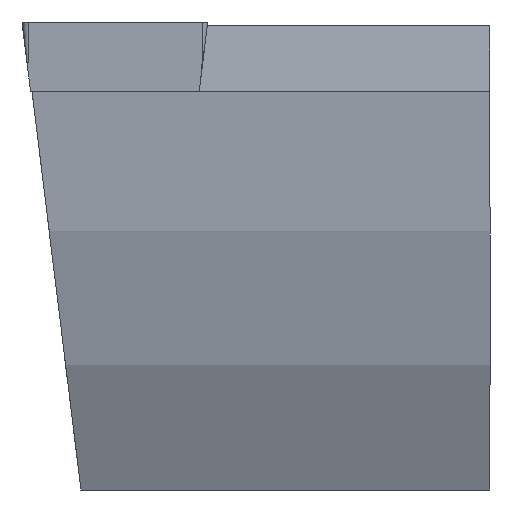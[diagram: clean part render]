
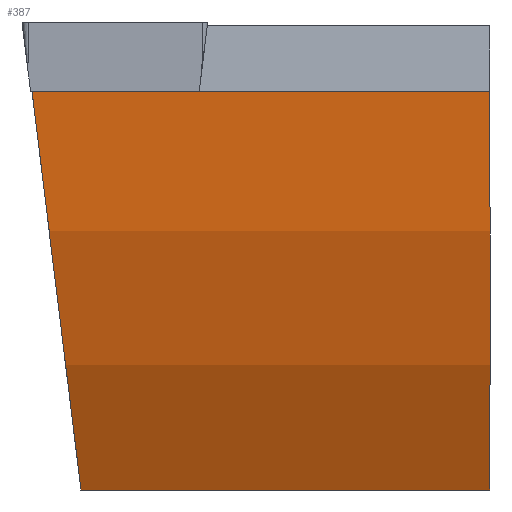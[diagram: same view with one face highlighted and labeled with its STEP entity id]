
A CAD part, front view. The second image highlights one B-rep face of the part: STEP entity #387.
In plain terms, the highlighted cylindrical face has radius 60 mm (diameter 120 mm), a partial arc.
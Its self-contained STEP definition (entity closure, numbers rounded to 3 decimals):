
#387=ADVANCED_FACE('',(#417),#403,.T.);
#403=CYLINDRICAL_SURFACE('',#913,60.);
#417=FACE_OUTER_BOUND('',#458,.T.);
#458=EDGE_LOOP('',(#684,#685,#686,#687,#688));
#479=LINE('',#1122,#536);
#502=LINE('',#1193,#559);
#503=LINE('',#1195,#560);
#536=VECTOR('',#951,1.);
#559=VECTOR('',#1022,1.);
#560=VECTOR('',#1025,1.);
#585=ELLIPSE('',#889,60.926,60.);
#586=ELLIPSE('',#907,61.383,60.);
#684=ORIENTED_EDGE('',*,*,#812,.T.);
#685=ORIENTED_EDGE('',*,*,#835,.F.);
#686=ORIENTED_EDGE('',*,*,#836,.T.);
#687=ORIENTED_EDGE('',*,*,#831,.T.);
#688=ORIENTED_EDGE('',*,*,#802,.T.);
#748=VERTEX_POINT('',#1123);
#749=VERTEX_POINT('',#1124);
#755=VERTEX_POINT('',#1142);
#769=VERTEX_POINT('',#1186);
#771=VERTEX_POINT('',#1192);
#802=EDGE_CURVE('',#748,#749,#479,.T.);
#812=EDGE_CURVE('',#749,#755,#585,.T.);
#831=EDGE_CURVE('',#769,#748,#586,.T.);
#835=EDGE_CURVE('',#771,#755,#502,.T.);
#836=EDGE_CURVE('',#771,#769,#503,.T.);
#889=AXIS2_PLACEMENT_3D('',#1141,#967,#968);
#907=AXIS2_PLACEMENT_3D('',#1185,#1015,#1016);
#913=AXIS2_PLACEMENT_3D('',#1203,#1035,#1036);
#951=DIRECTION('',(0.985,0.174,0.));
#967=DIRECTION('',(-1.,0.,0.));
#968=DIRECTION('',(0.,-1.,0.));
#1015=DIRECTION('',(0.993,0.,0.122));
#1016=DIRECTION('',(-0.069,-0.823,0.564));
#1022=DIRECTION('',(0.985,0.174,0.));
#1025=DIRECTION('',(-0.985,-0.174,0.));
#1035=DIRECTION('',(-0.985,-0.174,0.));
#1036=DIRECTION('',(0.174,-0.985,0.));
#1122=CARTESIAN_POINT('',(52.225,19.1,-32.));
#1123=CARTESIAN_POINT('',(4.03,10.602,-32.));
#1124=CARTESIAN_POINT('',(32.,15.534,-32.));
#1141=CARTESIAN_POINT('',(32.,67.071,0.));
#1142=CARTESIAN_POINT('',(32.,6.337,-4.76));
#1185=CARTESIAN_POINT('',(0.101,61.446,0.));
#1186=CARTESIAN_POINT('',(0.685,0.816,-4.76));
#1192=CARTESIAN_POINT('',(12.116,2.831,-4.76));
#1193=CARTESIAN_POINT('',(-3.942,0.,-4.76));
#1195=CARTESIAN_POINT('',(53.798,10.181,-4.76));
#1203=CARTESIAN_POINT('',(43.412,69.083,0.));
